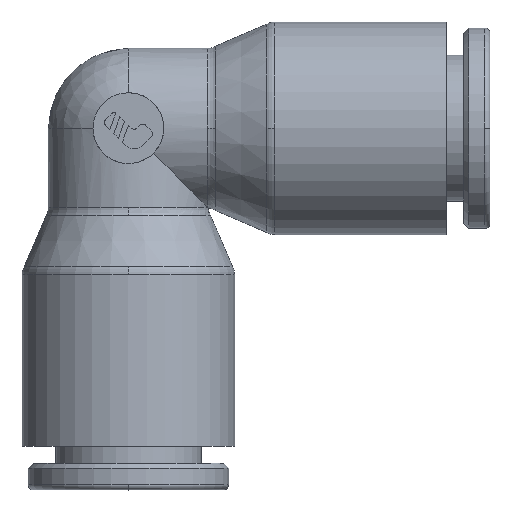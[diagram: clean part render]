
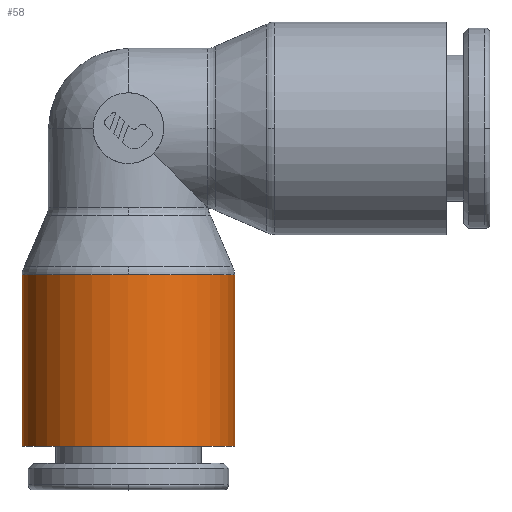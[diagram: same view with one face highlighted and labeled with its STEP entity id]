
A CAD part, top view. The second image highlights one B-rep face of the part: STEP entity #58.
In plain terms, the highlighted cylindrical face has radius 5.25 mm (diameter 10.5 mm), a partial arc.
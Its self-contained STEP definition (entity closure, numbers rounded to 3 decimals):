
#58=ADVANCED_FACE('',(#144),#145,.T.);
#144=FACE_OUTER_BOUND('',#299,.T.);
#145=CYLINDRICAL_SURFACE('',#300,5.25);
#299=EDGE_LOOP('',(#526,#527,#528,#529,#530));
#300=AXIS2_PLACEMENT_3D('',#531,#532,#533);
#526=ORIENTED_EDGE('',*,*,#1070,.F.);
#527=ORIENTED_EDGE('',*,*,#1071,.T.);
#528=ORIENTED_EDGE('',*,*,#1072,.T.);
#529=ORIENTED_EDGE('',*,*,#1073,.F.);
#530=ORIENTED_EDGE('',*,*,#1074,.F.);
#531=CARTESIAN_POINT('',(-15.7,-11.468,0.0));
#532=DIRECTION('',(0.,-1.0,0.0));
#533=DIRECTION('',(1.0,0.,0.0));
#1070=EDGE_CURVE('',#1300,#1301,#1302,.T.);
#1071=EDGE_CURVE('',#1300,#1303,#1304,.T.);
#1072=EDGE_CURVE('',#1303,#1305,#1306,.T.);
#1073=EDGE_CURVE('',#1307,#1305,#1308,.T.);
#1074=EDGE_CURVE('',#1301,#1307,#1309,.T.);
#1300=VERTEX_POINT('',#1625);
#1301=VERTEX_POINT('',#1626);
#1302=LINE('',#1627,#1628);
#1303=VERTEX_POINT('',#1629);
#1304=CIRCLE('',#1630,5.25);
#1305=VERTEX_POINT('',#1631);
#1306=CIRCLE('',#1632,5.25);
#1307=VERTEX_POINT('',#1633);
#1308=LINE('',#1634,#1635);
#1309=CIRCLE('',#1636,5.25);
#1625=CARTESIAN_POINT('',(-10.45,-7.236,0.0));
#1626=CARTESIAN_POINT('',(-10.45,-15.7,0.0));
#1627=CARTESIAN_POINT('',(-10.45,-11.468,0.));
#1628=VECTOR('',#2163,1.0);
#1629=CARTESIAN_POINT('',(-15.7,-7.236,5.25));
#1630=AXIS2_PLACEMENT_3D('',#2164,#2165,#2166);
#1631=CARTESIAN_POINT('',(-20.95,-7.236,0.));
#1632=AXIS2_PLACEMENT_3D('',#2167,#2168,#2169);
#1633=CARTESIAN_POINT('',(-20.95,-15.7,0.));
#1634=CARTESIAN_POINT('',(-20.95,-11.468,0.));
#1635=VECTOR('',#2170,1.0);
#1636=AXIS2_PLACEMENT_3D('',#2171,#2172,#2173);
#2163=DIRECTION('',(0.,-1.0,0.0));
#2164=CARTESIAN_POINT('',(-15.7,-7.236,0.0));
#2165=DIRECTION('',(0.,-1.0,0.0));
#2166=DIRECTION('',(1.0,0.,0.0));
#2167=CARTESIAN_POINT('',(-15.7,-7.236,0.0));
#2168=DIRECTION('',(0.,-1.0,0.0));
#2169=DIRECTION('',(1.0,0.,0.0));
#2170=DIRECTION('',(0.,1.0,-0.0));
#2171=CARTESIAN_POINT('',(-15.7,-15.7,0.0));
#2172=DIRECTION('',(0.,-1.0,0.0));
#2173=DIRECTION('',(1.0,0.,0.0));
